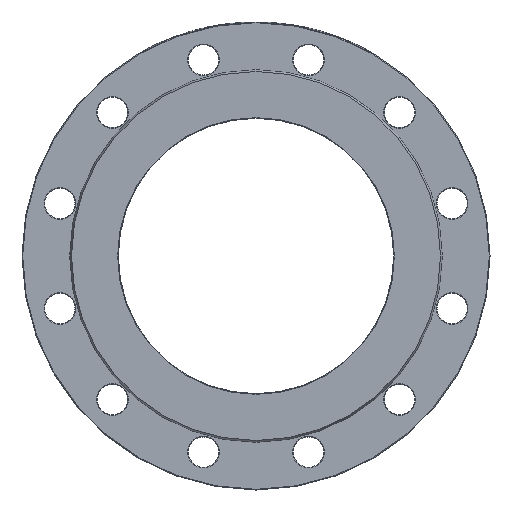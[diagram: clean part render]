
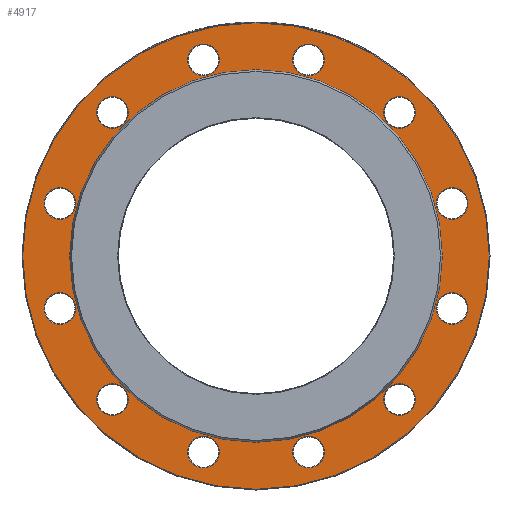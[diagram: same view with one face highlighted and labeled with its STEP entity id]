
A CAD part, left-side view. The second image highlights one B-rep face of the part: STEP entity #4917.
In plain terms, the highlighted planar face has unit normal (-1, 0, 0).
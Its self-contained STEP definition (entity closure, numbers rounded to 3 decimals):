
#84 = DIRECTION ( 'NONE',  ( 1., 0., 0. ) ) ;
#135 = AXIS2_PLACEMENT_3D ( 'NONE', #5332, #4359, #3543 ) ;
#212 = EDGE_LOOP ( 'NONE', ( #8482 ) ) ;
#309 = CARTESIAN_POINT ( 'NONE',  ( 3., 104.298, -104.298 ) ) ;
#312 = CIRCLE ( 'NONE', #8314, 169.5 ) ;
#325 = CARTESIAN_POINT ( 'NONE',  ( 3., 0., 0. ) ) ;
#357 = CIRCLE ( 'NONE', #9996, 11.5 ) ;
#361 = CARTESIAN_POINT ( 'NONE',  ( 3., 38.176, 142.474 ) ) ;
#366 = EDGE_CURVE ( 'NONE', #2880, #2880, #2591, .T. ) ;
#370 = EDGE_LOOP ( 'NONE', ( #4154 ) ) ;
#444 = DIRECTION ( 'NONE',  ( 0., 0.5, -0.866 ) ) ;
#456 = CARTESIAN_POINT ( 'NONE',  ( 3., 104.298, 104.298 ) ) ;
#557 = EDGE_CURVE ( 'NONE', #4559, #4559, #8476, .T. ) ;
#621 = EDGE_LOOP ( 'NONE', ( #7276 ) ) ;
#795 = VERTEX_POINT ( 'NONE', #2271 ) ;
#853 = FACE_BOUND ( 'NONE', #370, .T. ) ;
#855 = ORIENTED_EDGE ( 'NONE', *, *, #3231, .T. ) ;
#894 = CARTESIAN_POINT ( 'NONE',  ( 3., 142.474, -49.676 ) ) ;
#1027 = AXIS2_PLACEMENT_3D ( 'NONE', #5480, #84, #4666 ) ;
#1168 = DIRECTION ( 'NONE',  ( 1., 0., 0. ) ) ;
#1315 = DIRECTION ( 'NONE',  ( 0., -0.866, 0.5 ) ) ;
#1333 = CIRCLE ( 'NONE', #3153, 11.5 ) ;
#1341 = AXIS2_PLACEMENT_3D ( 'NONE', #361, #7359, #3471 ) ;
#1395 = ORIENTED_EDGE ( 'NONE', *, *, #8067, .T. ) ;
#1436 = DIRECTION ( 'NONE',  ( 0., 0.866, -0.5 ) ) ;
#1442 = EDGE_CURVE ( 'NONE', #9997, #9997, #312, .T. ) ;
#1448 = EDGE_CURVE ( 'NONE', #8460, #8460, #7976, .T. ) ;
#1525 = ORIENTED_EDGE ( 'NONE', *, *, #366, .T. ) ;
#1560 = VERTEX_POINT ( 'NONE', #3287 ) ;
#1564 = FACE_BOUND ( 'NONE', #3099, .T. ) ;
#1610 = FACE_BOUND ( 'NONE', #6002, .T. ) ;
#1676 = ORIENTED_EDGE ( 'NONE', *, *, #3528, .T. ) ;
#1703 = CARTESIAN_POINT ( 'NONE',  ( 3., 98.548, -114.258 ) ) ;
#1707 = FACE_BOUND ( 'NONE', #3041, .T. ) ;
#1814 = DIRECTION ( 'NONE',  ( 0., 0., -1. ) ) ;
#1882 = EDGE_CURVE ( 'NONE', #7838, #7838, #8487, .T. ) ;
#2072 = DIRECTION ( 'NONE',  ( 1., 0., 0. ) ) ;
#2093 = DIRECTION ( 'NONE',  ( 1., 0., 0. ) ) ;
#2146 = AXIS2_PLACEMENT_3D ( 'NONE', #6532, #4179, #7256 ) ;
#2176 = ORIENTED_EDGE ( 'NONE', *, *, #4267, .T. ) ;
#2271 = CARTESIAN_POINT ( 'NONE',  ( 3., 28.217, -148.224 ) ) ;
#2334 = FACE_OUTER_BOUND ( 'NONE', #212, .T. ) ;
#2383 = FACE_BOUND ( 'NONE', #621, .T. ) ;
#2422 = VERTEX_POINT ( 'NONE', #9477 ) ;
#2459 = EDGE_LOOP ( 'NONE', ( #8454 ) ) ;
#2591 = CIRCLE ( 'NONE', #5513, 11.5 ) ;
#2608 = EDGE_CURVE ( 'NONE', #2422, #2422, #6344, .T. ) ;
#2799 = CIRCLE ( 'NONE', #1341, 11.5 ) ;
#2830 = CARTESIAN_POINT ( 'NONE',  ( 3., -148.224, -28.217 ) ) ;
#2880 = VERTEX_POINT ( 'NONE', #2830 ) ;
#2924 = AXIS2_PLACEMENT_3D ( 'NONE', #6552, #3299, #9689 ) ;
#3041 = EDGE_LOOP ( 'NONE', ( #1525 ) ) ;
#3044 = EDGE_LOOP ( 'NONE', ( #1395 ) ) ;
#3097 = FACE_BOUND ( 'NONE', #2459, .T. ) ;
#3099 = EDGE_LOOP ( 'NONE', ( #3395 ) ) ;
#3144 = AXIS2_PLACEMENT_3D ( 'NONE', #8687, #6991, #4066 ) ;
#3153 = AXIS2_PLACEMENT_3D ( 'NONE', #9915, #3663, #9672 ) ;
#3231 = EDGE_CURVE ( 'NONE', #4766, #4766, #3618, .T. ) ;
#3287 = CARTESIAN_POINT ( 'NONE',  ( 3., -114.258, -98.548 ) ) ;
#3299 = DIRECTION ( 'NONE',  ( 1., 0., 0. ) ) ;
#3336 = CARTESIAN_POINT ( 'NONE',  ( 3., 148.224, 28.217 ) ) ;
#3395 = ORIENTED_EDGE ( 'NONE', *, *, #5335, .T. ) ;
#3471 = DIRECTION ( 'NONE',  ( 0., 1., 0. ) ) ;
#3528 = EDGE_CURVE ( 'NONE', #1560, #1560, #357, .T. ) ;
#3538 = CARTESIAN_POINT ( 'NONE',  ( 3., -38.176, -142.474 ) ) ;
#3543 = DIRECTION ( 'NONE',  ( 0., 0., 1. ) ) ;
#3618 = CIRCLE ( 'NONE', #3144, 11.5 ) ;
#3663 = DIRECTION ( 'NONE',  ( 1., 0., 0. ) ) ;
#3850 = VERTEX_POINT ( 'NONE', #1703 ) ;
#4055 = AXIS2_PLACEMENT_3D ( 'NONE', #7513, #5102, #8186 ) ;
#4066 = DIRECTION ( 'NONE',  ( 0., 0., -1. ) ) ;
#4154 = ORIENTED_EDGE ( 'NONE', *, *, #8505, .T. ) ;
#4179 = DIRECTION ( 'NONE',  ( -1., 0., 0. ) ) ;
#4267 = EDGE_CURVE ( 'NONE', #795, #795, #1333, .T. ) ;
#4359 = DIRECTION ( 'NONE',  ( 1., 0., 0. ) ) ;
#4427 = CIRCLE ( 'NONE', #6063, 11.5 ) ;
#4559 = VERTEX_POINT ( 'NONE', #6861 ) ;
#4666 = DIRECTION ( 'NONE',  ( 0., 0., -1. ) ) ;
#4766 = VERTEX_POINT ( 'NONE', #894 ) ;
#4770 = FACE_BOUND ( 'NONE', #10094, .T. ) ;
#4815 = FACE_BOUND ( 'NONE', #10042, .T. ) ;
#4917 = ADVANCED_FACE ( 'NONE', ( #6202, #853, #5575, #8717, #4770, #3097, #1707, #1610, #4815, #9343, #1564, #7887, #2334, #2383 ), #5433, .F. ) ;
#4953 = DIRECTION ( 'NONE',  ( 1., 0., 0. ) ) ;
#5006 = CARTESIAN_POINT ( 'NONE',  ( 3., 49.676, 142.474 ) ) ;
#5071 = DIRECTION ( 'NONE',  ( 1., 0., 0. ) ) ;
#5102 = DIRECTION ( 'NONE',  ( 1., 0., 0. ) ) ;
#5205 = CIRCLE ( 'NONE', #6512, 11.5 ) ;
#5251 = EDGE_CURVE ( 'NONE', #5571, #5571, #6534, .T. ) ;
#5332 = CARTESIAN_POINT ( 'NONE',  ( 3., -142.474, 38.176 ) ) ;
#5335 = EDGE_CURVE ( 'NONE', #3850, #3850, #4427, .T. ) ;
#5433 = PLANE ( 'NONE',  #1027 ) ;
#5480 = CARTESIAN_POINT ( 'NONE',  ( 3., 135.336, 0. ) ) ;
#5513 = AXIS2_PLACEMENT_3D ( 'NONE', #6933, #6826, #8430 ) ;
#5571 = VERTEX_POINT ( 'NONE', #7738 ) ;
#5575 = FACE_BOUND ( 'NONE', #7461, .T. ) ;
#5702 = CIRCLE ( 'NONE', #8660, 11.5 ) ;
#5734 = EDGE_LOOP ( 'NONE', ( #2176 ) ) ;
#6002 = EDGE_LOOP ( 'NONE', ( #1676 ) ) ;
#6063 = AXIS2_PLACEMENT_3D ( 'NONE', #309, #4953, #7152 ) ;
#6111 = EDGE_CURVE ( 'NONE', #7980, #7980, #2799, .T. ) ;
#6202 = FACE_BOUND ( 'NONE', #3044, .T. ) ;
#6344 = CIRCLE ( 'NONE', #135, 11.5 ) ;
#6399 = EDGE_LOOP ( 'NONE', ( #855 ) ) ;
#6512 = AXIS2_PLACEMENT_3D ( 'NONE', #8169, #1168, #444 ) ;
#6532 = CARTESIAN_POINT ( 'NONE',  ( 3., 0., 0. ) ) ;
#6534 = CIRCLE ( 'NONE', #2146, 135.336 ) ;
#6552 = CARTESIAN_POINT ( 'NONE',  ( 3., -38.176, 142.474 ) ) ;
#6826 = DIRECTION ( 'NONE',  ( 1., 0., 0. ) ) ;
#6861 = CARTESIAN_POINT ( 'NONE',  ( 3., -49.676, -142.474 ) ) ;
#6927 = EDGE_LOOP ( 'NONE', ( #9287 ) ) ;
#6933 = CARTESIAN_POINT ( 'NONE',  ( 3., -142.474, -38.176 ) ) ;
#6991 = DIRECTION ( 'NONE',  ( 1., 0., 0. ) ) ;
#7100 = ORIENTED_EDGE ( 'NONE', *, *, #557, .T. ) ;
#7152 = DIRECTION ( 'NONE',  ( 0., -0.5, -0.866 ) ) ;
#7256 = DIRECTION ( 'NONE',  ( 0., 0., 1. ) ) ;
#7262 = VERTEX_POINT ( 'NONE', #7412 ) ;
#7276 = ORIENTED_EDGE ( 'NONE', *, *, #5251, .F. ) ;
#7359 = DIRECTION ( 'NONE',  ( 1., 0., 0. ) ) ;
#7412 = CARTESIAN_POINT ( 'NONE',  ( 3., 114.258, 98.548 ) ) ;
#7461 = EDGE_LOOP ( 'NONE', ( #8820 ) ) ;
#7513 = CARTESIAN_POINT ( 'NONE',  ( 3., -104.298, 104.298 ) ) ;
#7580 = CARTESIAN_POINT ( 'NONE',  ( 3., 0., -169.5 ) ) ;
#7688 = CARTESIAN_POINT ( 'NONE',  ( 3., -28.217, 148.224 ) ) ;
#7738 = CARTESIAN_POINT ( 'NONE',  ( 3., 0., 135.336 ) ) ;
#7818 = AXIS2_PLACEMENT_3D ( 'NONE', #3538, #5071, #8053 ) ;
#7838 = VERTEX_POINT ( 'NONE', #8615 ) ;
#7887 = FACE_BOUND ( 'NONE', #6399, .T. ) ;
#7976 = CIRCLE ( 'NONE', #2924, 11.5 ) ;
#7980 = VERTEX_POINT ( 'NONE', #5006 ) ;
#8053 = DIRECTION ( 'NONE',  ( 0., -1., 0. ) ) ;
#8067 = EDGE_CURVE ( 'NONE', #8907, #8907, #5205, .T. ) ;
#8169 = CARTESIAN_POINT ( 'NONE',  ( 3., 142.474, 38.176 ) ) ;
#8186 = DIRECTION ( 'NONE',  ( 0., 0.5, 0.866 ) ) ;
#8312 = CARTESIAN_POINT ( 'NONE',  ( 3., -104.298, -104.298 ) ) ;
#8314 = AXIS2_PLACEMENT_3D ( 'NONE', #325, #8819, #1814 ) ;
#8430 = DIRECTION ( 'NONE',  ( 0., -0.5, 0.866 ) ) ;
#8454 = ORIENTED_EDGE ( 'NONE', *, *, #2608, .T. ) ;
#8460 = VERTEX_POINT ( 'NONE', #7688 ) ;
#8476 = CIRCLE ( 'NONE', #7818, 11.5 ) ;
#8482 = ORIENTED_EDGE ( 'NONE', *, *, #1442, .T. ) ;
#8487 = CIRCLE ( 'NONE', #4055, 11.5 ) ;
#8505 = EDGE_CURVE ( 'NONE', #7262, #7262, #5702, .T. ) ;
#8615 = CARTESIAN_POINT ( 'NONE',  ( 3., -98.548, 114.258 ) ) ;
#8660 = AXIS2_PLACEMENT_3D ( 'NONE', #456, #2093, #1436 ) ;
#8687 = CARTESIAN_POINT ( 'NONE',  ( 3., 142.474, -38.176 ) ) ;
#8717 = FACE_BOUND ( 'NONE', #6927, .T. ) ;
#8819 = DIRECTION ( 'NONE',  ( -1., 0., 0. ) ) ;
#8820 = ORIENTED_EDGE ( 'NONE', *, *, #6111, .T. ) ;
#8907 = VERTEX_POINT ( 'NONE', #3336 ) ;
#9228 = ORIENTED_EDGE ( 'NONE', *, *, #1882, .T. ) ;
#9287 = ORIENTED_EDGE ( 'NONE', *, *, #1448, .T. ) ;
#9343 = FACE_BOUND ( 'NONE', #5734, .T. ) ;
#9477 = CARTESIAN_POINT ( 'NONE',  ( 3., -142.474, 49.676 ) ) ;
#9672 = DIRECTION ( 'NONE',  ( 0., -0.866, -0.5 ) ) ;
#9689 = DIRECTION ( 'NONE',  ( 0., 0.866, 0.5 ) ) ;
#9915 = CARTESIAN_POINT ( 'NONE',  ( 3., 38.176, -142.474 ) ) ;
#9996 = AXIS2_PLACEMENT_3D ( 'NONE', #8312, #2072, #1315 ) ;
#9997 = VERTEX_POINT ( 'NONE', #7580 ) ;
#10042 = EDGE_LOOP ( 'NONE', ( #7100 ) ) ;
#10094 = EDGE_LOOP ( 'NONE', ( #9228 ) ) ;
